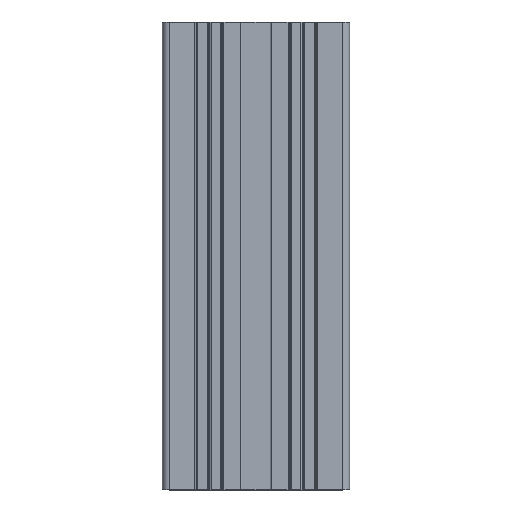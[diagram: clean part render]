
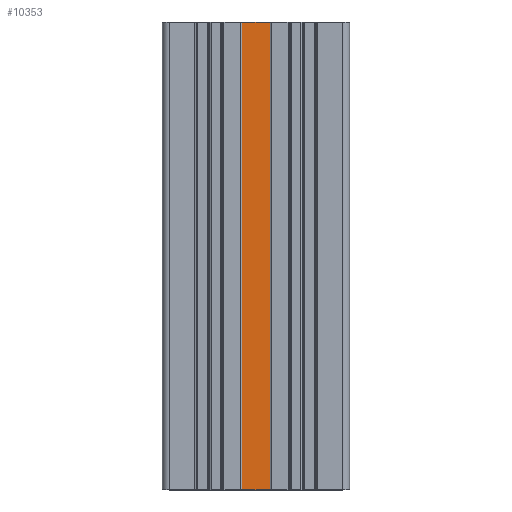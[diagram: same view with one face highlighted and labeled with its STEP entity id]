
A CAD part, top view. The second image highlights one B-rep face of the part: STEP entity #10353.
In plain terms, the highlighted planar face has unit normal (0, 0, 1).
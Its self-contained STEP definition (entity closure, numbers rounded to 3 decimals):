
#751 = LINE ( 'NONE', #1489, #7069 ) ;
#879 = CARTESIAN_POINT ( 'NONE',  ( -6., 200., 19. ) ) ;
#1489 = CARTESIAN_POINT ( 'NONE',  ( -6., 0., 19. ) ) ;
#1528 = VERTEX_POINT ( 'NONE', #7660 ) ;
#2226 = ORIENTED_EDGE ( 'NONE', *, *, #6067, .T. ) ;
#2915 = CARTESIAN_POINT ( 'NONE',  ( 0., 200., 19. ) ) ;
#3104 = EDGE_LOOP ( 'NONE', ( #7179, #12013, #11767, #2226 ) ) ;
#3170 = CARTESIAN_POINT ( 'NONE',  ( -6., 0., 19. ) ) ;
#3182 = LINE ( 'NONE', #3170, #3336 ) ;
#3336 = VECTOR ( 'NONE', #4132, 1000. ) ;
#3337 = EDGE_CURVE ( 'NONE', #11734, #5838, #3182, .T. ) ;
#3898 = CARTESIAN_POINT ( 'NONE',  ( -6., 0., 19. ) ) ;
#4132 = DIRECTION ( 'NONE',  ( 1., 0., 0. ) ) ;
#4258 = DIRECTION ( 'NONE',  ( 1., 0., 0. ) ) ;
#4911 = LINE ( 'NONE', #2915, #11573 ) ;
#5751 = VERTEX_POINT ( 'NONE', #879 ) ;
#5838 = VERTEX_POINT ( 'NONE', #9579 ) ;
#5908 = DIRECTION ( 'NONE',  ( 1., 0., 0. ) ) ;
#6067 = EDGE_CURVE ( 'NONE', #5751, #11734, #751, .T. ) ;
#7069 = VECTOR ( 'NONE', #12033, 1000. ) ;
#7179 = ORIENTED_EDGE ( 'NONE', *, *, #3337, .T. ) ;
#7393 = CARTESIAN_POINT ( 'NONE',  ( 6., 0., 19. ) ) ;
#7660 = CARTESIAN_POINT ( 'NONE',  ( 6., 200., 19. ) ) ;
#8071 = EDGE_CURVE ( 'NONE', #5751, #1528, #4911, .T. ) ;
#8343 = EDGE_CURVE ( 'NONE', #5838, #1528, #10069, .T. ) ;
#9579 = CARTESIAN_POINT ( 'NONE',  ( 6., 0., 19. ) ) ;
#10069 = LINE ( 'NONE', #7393, #12317 ) ;
#10165 = DIRECTION ( 'NONE',  ( 0., 0., 1. ) ) ;
#10349 = DIRECTION ( 'NONE',  ( 0., 1., 0. ) ) ;
#10353 = ADVANCED_FACE ( 'NONE', ( #12257 ), #11126, .T. ) ;
#11126 = PLANE ( 'NONE',  #11856 ) ;
#11573 = VECTOR ( 'NONE', #5908, 1000. ) ;
#11734 = VERTEX_POINT ( 'NONE', #3898 ) ;
#11767 = ORIENTED_EDGE ( 'NONE', *, *, #8071, .F. ) ;
#11856 = AXIS2_PLACEMENT_3D ( 'NONE', #12096, #10165, #4258 ) ;
#12013 = ORIENTED_EDGE ( 'NONE', *, *, #8343, .T. ) ;
#12033 = DIRECTION ( 'NONE',  ( 0., -1., 0. ) ) ;
#12096 = CARTESIAN_POINT ( 'NONE',  ( -6., 0., 19. ) ) ;
#12257 = FACE_OUTER_BOUND ( 'NONE', #3104, .T. ) ;
#12317 = VECTOR ( 'NONE', #10349, 1000. ) ;
